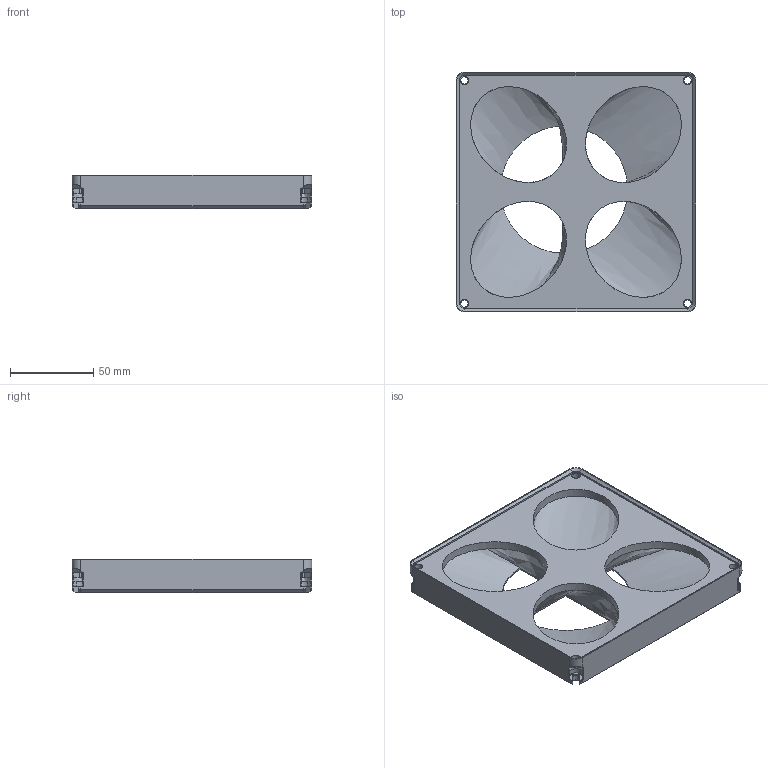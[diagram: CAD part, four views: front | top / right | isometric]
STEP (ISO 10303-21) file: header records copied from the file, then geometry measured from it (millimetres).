
FILE_DESCRIPTION(/* description */ (''),/* implementation_level */ '2;1');
FILE_NAME(/* name */ 'Stealth Filter Interface.step',/* time_stamp */ '2024-01-02T20:04:33-08:00',/* author */ (''),/* organization */ (''),/* preprocessor_version */ 'ST-DEVELOPER v20',/* originating_system */ 'Autodesk Translation Framework v12.14.0.127',/* authorisation */ '');
FILE_SCHEMA (('AUTOMOTIVE_DESIGN { 1 0 10303 214 3 1 1 }'));
Length unit declared in the file: millimetre
Products named in the file (1): Stealth Filter Interface
Bounding box: 144 x 144 x 20.4 mm (x, y, z)
Volume: 228896.8 mm3; surface area: 57521.8 mm2
Topology: 1 solids, 1 shells, 259 faces, 720 edges, 460 vertices
Faces by surface type: plane 135, cylinder 64, cone 32, bspline 28
Full cylindrical faces by diameter (mm): 5 x4
Entity records: 9407 total; most frequent: CARTESIAN_POINT 2676, ORIENTED_EDGE 1440, DIRECTION 1384, EDGE_CURVE 720, AXIS2_PLACEMENT_3D 464, VERTEX_POINT 460, LINE 456, VECTOR 456
